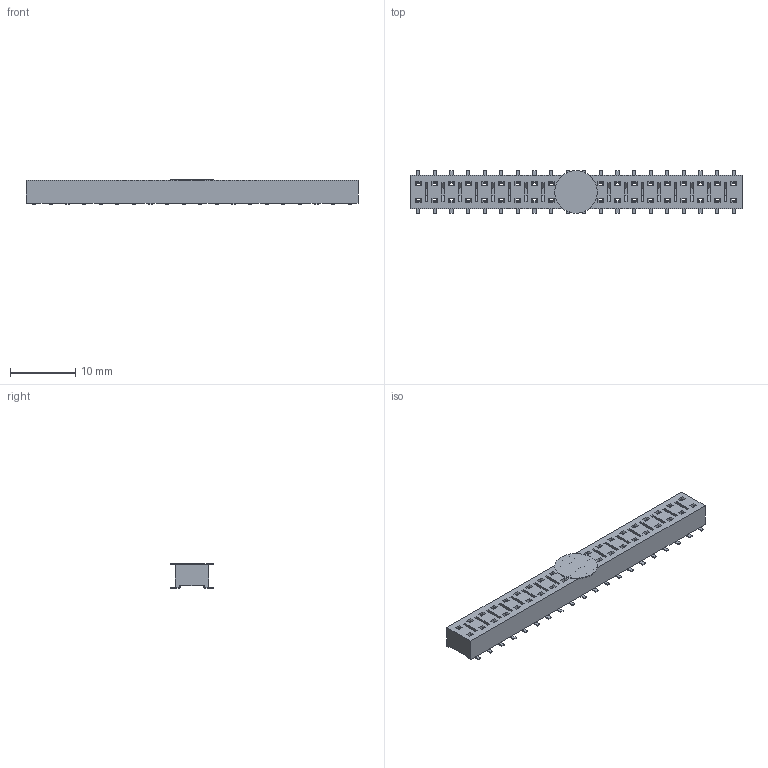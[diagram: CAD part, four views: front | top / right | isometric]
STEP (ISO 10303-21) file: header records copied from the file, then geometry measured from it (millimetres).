
FILE_DESCRIPTION(/* description */ (''),/* implementation_level */ '2;1');
FILE_NAME(/* name */ 'HLE-12~4',/* time_stamp */ '2021-10-09T22:06:12-04:00',/* author */ (''),/* organization */ (''),/* preprocessor_version */ 'ST-DEVELOPER v16.5',/* originating_system */ '',/* authorisation */ '');
FILE_SCHEMA (('AUTOMOTIVE_DESIGN_CC2'));
Length unit declared in the file: inch
Products named in the file (1): Document
Bounding box: 50.8 x 6.58 x 3.78 mm (x, y, z)
Volume: 729.5 mm3; surface area: 1946.9 mm2
Topology: 82 solids, 82 shells, 1863 faces, 4840 edges, 3120 vertices
Faces by surface type: plane 1581, cylinder 282
Entity records: 49376 total; most frequent: CARTESIAN_POINT 15237, ORIENTED_EDGE 9680, EDGE_CURVE 4840, B_SPLINE_CURVE_WITH_KNOTS 4276, VERTEX_POINT 3120, EDGE_LOOP 1922, DIRECTION 1867, AXIS2_PLACEMENT_3D 1865
